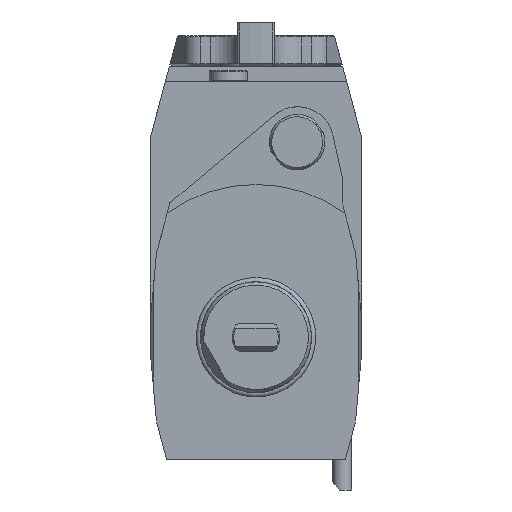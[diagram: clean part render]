
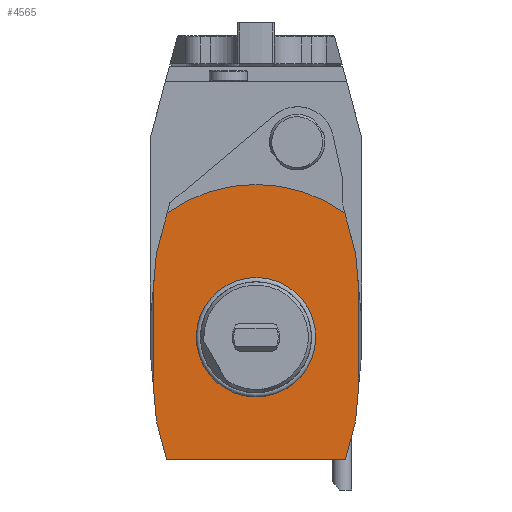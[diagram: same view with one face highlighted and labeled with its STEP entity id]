
A CAD part, front view. The second image highlights one B-rep face of the part: STEP entity #4565.
In plain terms, the highlighted planar face has unit normal (0, -1, 0).
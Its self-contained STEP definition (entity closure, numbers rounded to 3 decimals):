
#16 = EDGE_CURVE ( 'NONE', #14418, #1928, #23802, .T. ) ;
#19 = LINE ( 'NONE', #24226, #17737 ) ;
#152 = DIRECTION ( 'NONE',  ( -0.087, 0., 0.996 ) ) ;
#256 = CARTESIAN_POINT ( 'NONE',  ( 32.158, -130., -94. ) ) ;
#556 = VECTOR ( 'NONE', #27122, 1000. ) ;
#760 = CARTESIAN_POINT ( 'NONE',  ( 35.867, -130., -19.845 ) ) ;
#1162 = LINE ( 'NONE', #16585, #10564 ) ;
#1209 = ORIENTED_EDGE ( 'NONE', *, *, #2132, .T. ) ;
#1928 = VERTEX_POINT ( 'NONE', #11617 ) ;
#2060 = CARTESIAN_POINT ( 'NONE',  ( -37., -130., -67.21 ) ) ;
#2098 = CIRCLE ( 'NONE', #18055, 55. ) ;
#2132 = EDGE_CURVE ( 'NONE', #21678, #19932, #3584, .T. ) ;
#2307 = ORIENTED_EDGE ( 'NONE', *, *, #12978, .F. ) ;
#2345 = ORIENTED_EDGE ( 'NONE', *, *, #2720, .T. ) ;
#2555 = EDGE_CURVE ( 'NONE', #5928, #21678, #19, .T. ) ;
#2720 = EDGE_CURVE ( 'NONE', #25930, #24279, #12643, .T. ) ;
#2902 = DIRECTION ( 'NONE',  ( 0., 1., 0. ) ) ;
#2919 = CARTESIAN_POINT ( 'NONE',  ( -35.867, -130., -19.845 ) ) ;
#3141 = ORIENTED_EDGE ( 'NONE', *, *, #15775, .F. ) ;
#3584 = LINE ( 'NONE', #12304, #17698 ) ;
#3594 = ORIENTED_EDGE ( 'NONE', *, *, #19826, .F. ) ;
#3775 = DIRECTION ( 'NONE',  ( 0.259, 0., 0.966 ) ) ;
#4006 = ORIENTED_EDGE ( 'NONE', *, *, #2555, .T. ) ;
#4009 = VERTEX_POINT ( 'NONE', #25069 ) ;
#4329 = ORIENTED_EDGE ( 'NONE', *, *, #7461, .T. ) ;
#4565 = ADVANCED_FACE ( 'Defeature completata2_293', ( #15399, #26032 ), #21707, .F. ) ;
#5296 = CARTESIAN_POINT ( 'NONE',  ( -37., -130., -32.79 ) ) ;
#5625 = CARTESIAN_POINT ( 'NONE',  ( 41.003, -130., -60.987 ) ) ;
#5637 = CARTESIAN_POINT ( 'NONE',  ( 38.213, -130., -46.657 ) ) ;
#5874 = DIRECTION ( 'NONE',  ( 0., 0., 1. ) ) ;
#5928 = VERTEX_POINT ( 'NONE', #23648 ) ;
#6518 = EDGE_CURVE ( 'NONE', #4009, #12523, #11092, .T. ) ;
#6670 = DIRECTION ( 'NONE',  ( 0., 0., -1. ) ) ;
#6876 = CARTESIAN_POINT ( 'NONE',  ( 0., -130., -50. ) ) ;
#7461 = EDGE_CURVE ( 'NONE', #24279, #14418, #26973, .T. ) ;
#7549 = EDGE_CURVE ( 'NONE', #12792, #12792, #27999, .T. ) ;
#7981 = ORIENTED_EDGE ( 'NONE', *, *, #7549, .T. ) ;
#9886 = ORIENTED_EDGE ( 'NONE', *, *, #16, .T. ) ;
#9897 = CARTESIAN_POINT ( 'NONE',  ( -32.158, -130., -94. ) ) ;
#10543 = DIRECTION ( 'NONE',  ( 0., 1., 0. ) ) ;
#10564 = VECTOR ( 'NONE', #24943, 1000. ) ;
#11044 = VECTOR ( 'NONE', #152, 1000. ) ;
#11092 = LINE ( 'NONE', #15370, #15274 ) ;
#11344 = DIRECTION ( 'NONE',  ( 0., 0., 1. ) ) ;
#11617 = CARTESIAN_POINT ( 'NONE',  ( 37., -130., -32.79 ) ) ;
#11780 = ORIENTED_EDGE ( 'NONE', *, *, #16800, .F. ) ;
#12304 = CARTESIAN_POINT ( 'NONE',  ( -38.213, -130., -46.657 ) ) ;
#12523 = VERTEX_POINT ( 'NONE', #760 ) ;
#12643 = LINE ( 'NONE', #5625, #27399 ) ;
#12707 = CARTESIAN_POINT ( 'NONE',  ( 35.867, -130., -80.155 ) ) ;
#12792 = VERTEX_POINT ( 'NONE', #15224 ) ;
#12978 = EDGE_CURVE ( 'NONE', #23246, #17772, #17747, .T. ) ;
#13323 = CARTESIAN_POINT ( 'NONE',  ( -38.213, -130., -53.343 ) ) ;
#13474 = CARTESIAN_POINT ( 'NONE',  ( -41.003, -130., -60.987 ) ) ;
#14077 = EDGE_LOOP ( 'NONE', ( #7981 ) ) ;
#14161 = LINE ( 'NONE', #27101, #19905 ) ;
#14364 = DIRECTION ( 'NONE',  ( 0.087, 0., -0.996 ) ) ;
#14418 = VERTEX_POINT ( 'NONE', #25654 ) ;
#15224 = CARTESIAN_POINT ( 'NONE',  ( 0., -130., -29.941 ) ) ;
#15274 = VECTOR ( 'NONE', #19809, 1000. ) ;
#15370 = CARTESIAN_POINT ( 'NONE',  ( 41.003, -130., -39.013 ) ) ;
#15399 = FACE_OUTER_BOUND ( 'NONE', #15450, .T. ) ;
#15450 = EDGE_LOOP ( 'NONE', ( #21755, #21718, #3141, #4006, #1209, #21446, #2307, #3594, #11780, #2345, #4329, #9886 ) ) ;
#15775 = EDGE_CURVE ( 'NONE', #5928, #4009, #2098, .T. ) ;
#16160 = DIRECTION ( 'NONE',  ( 0., 0., -1. ) ) ;
#16316 = CARTESIAN_POINT ( 'NONE',  ( 0., -130., -50. ) ) ;
#16585 = CARTESIAN_POINT ( 'NONE',  ( -37., -130., -50. ) ) ;
#16623 = EDGE_CURVE ( 'NONE', #12523, #1928, #25300, .T. ) ;
#16800 = EDGE_CURVE ( 'NONE', #25930, #25170, #14161, .T. ) ;
#16878 = DIRECTION ( 'NONE',  ( 0., 1., 0. ) ) ;
#16944 = CARTESIAN_POINT ( 'NONE',  ( -35.867, -130., -80.155 ) ) ;
#17338 = CARTESIAN_POINT ( 'NONE',  ( 37., -130., -50. ) ) ;
#17698 = VECTOR ( 'NONE', #19018, 1000. ) ;
#17737 = VECTOR ( 'NONE', #24084, 1000. ) ;
#17747 = LINE ( 'NONE', #13323, #11044 ) ;
#17772 = VERTEX_POINT ( 'NONE', #2060 ) ;
#18055 = AXIS2_PLACEMENT_3D ( 'NONE', #6876, #2902, #16160 ) ;
#18515 = VECTOR ( 'NONE', #14364, 1000. ) ;
#18588 = DIRECTION ( 'NONE',  ( -1., 0., 0. ) ) ;
#18966 = VECTOR ( 'NONE', #11344, 1000. ) ;
#19018 = DIRECTION ( 'NONE',  ( -0.087, 0., -0.996 ) ) ;
#19408 = CARTESIAN_POINT ( 'NONE',  ( 0., -130., -28.8 ) ) ;
#19809 = DIRECTION ( 'NONE',  ( 0.259, 0., -0.966 ) ) ;
#19826 = EDGE_CURVE ( 'NONE', #25170, #23246, #22369, .T. ) ;
#19905 = VECTOR ( 'NONE', #18588, 1000. ) ;
#19932 = VERTEX_POINT ( 'NONE', #5296 ) ;
#19961 = EDGE_CURVE ( 'NONE', #17772, #19932, #1162, .T. ) ;
#21446 = ORIENTED_EDGE ( 'NONE', *, *, #19961, .F. ) ;
#21678 = VERTEX_POINT ( 'NONE', #2919 ) ;
#21707 = PLANE ( 'NONE',  #22905 ) ;
#21718 = ORIENTED_EDGE ( 'NONE', *, *, #6518, .F. ) ;
#21755 = ORIENTED_EDGE ( 'NONE', *, *, #16623, .F. ) ;
#22369 = LINE ( 'NONE', #13474, #24275 ) ;
#22905 = AXIS2_PLACEMENT_3D ( 'NONE', #19408, #10543, #6670 ) ;
#23246 = VERTEX_POINT ( 'NONE', #16944 ) ;
#23648 = CARTESIAN_POINT ( 'NONE',  ( -31.952, -130., -5.233 ) ) ;
#23802 = LINE ( 'NONE', #17338, #18966 ) ;
#24084 = DIRECTION ( 'NONE',  ( -0.259, 0., -0.966 ) ) ;
#24226 = CARTESIAN_POINT ( 'NONE',  ( -41.003, -130., -39.013 ) ) ;
#24275 = VECTOR ( 'NONE', #26826, 1000. ) ;
#24279 = VERTEX_POINT ( 'NONE', #12707 ) ;
#24534 = CARTESIAN_POINT ( 'NONE',  ( 38.213, -130., -53.343 ) ) ;
#24943 = DIRECTION ( 'NONE',  ( 0., 0., 1. ) ) ;
#25069 = CARTESIAN_POINT ( 'NONE',  ( 31.952, -130., -5.233 ) ) ;
#25170 = VERTEX_POINT ( 'NONE', #9897 ) ;
#25300 = LINE ( 'NONE', #5637, #18515 ) ;
#25654 = CARTESIAN_POINT ( 'NONE',  ( 37., -130., -67.21 ) ) ;
#25930 = VERTEX_POINT ( 'NONE', #256 ) ;
#26032 = FACE_BOUND ( 'NONE', #14077, .T. ) ;
#26640 = AXIS2_PLACEMENT_3D ( 'NONE', #16316, #16878, #5874 ) ;
#26826 = DIRECTION ( 'NONE',  ( -0.259, 0., 0.966 ) ) ;
#26973 = LINE ( 'NONE', #24534, #556 ) ;
#27101 = CARTESIAN_POINT ( 'NONE',  ( 0., -130., -94. ) ) ;
#27122 = DIRECTION ( 'NONE',  ( 0.087, 0., 0.996 ) ) ;
#27399 = VECTOR ( 'NONE', #3775, 1000. ) ;
#27999 = CIRCLE ( 'NONE', #26640, 20.059 ) ;
